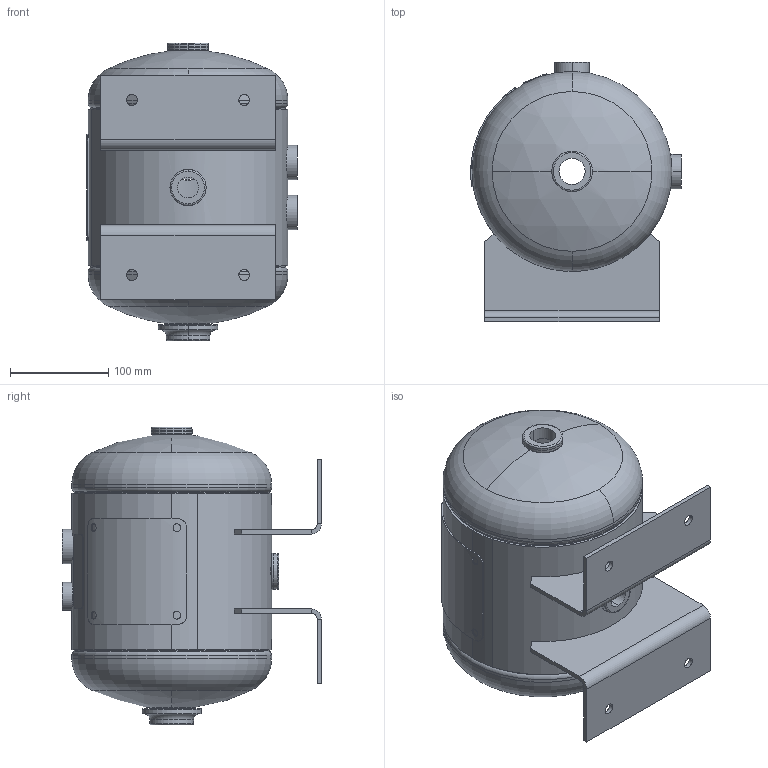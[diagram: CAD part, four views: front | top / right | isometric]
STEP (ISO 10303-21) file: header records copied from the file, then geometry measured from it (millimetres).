
FILE_DESCRIPTION (( 'STEP AP214' ), '1' );
FILE_NAME ('304980.STEP', '2024-03-20T20:23:00', ( '' ), ( '' ), 'SwSTEP 2.0', 'SolidWorks 2022', '' );
FILE_SCHEMA (( 'AUTOMOTIVE_DESIGN' ));
Length unit declared in the file: inch
Products named in the file (12): CPLG_0500H3K; HEAD_08X094JOG; CPLG_0750H3K; 304980; PHOENIX FLAT FLANGE_0500P393; PHOENIX FLAT FLANGE_0750; S36195; A88144; PHOENIX FLAT FLANGE_1000; 304980-SL; NP-HOR_08
Assembly tree (14 placements, depth 2):
  304980
    304980-SL
    HEAD_08X094JOG
    HEAD_08X094JOG
    CPLG_0750H3K  x3
    CPLG_0500H3K
    PHOENIX FLAT FLANGE_1000
    PHOENIX FLAT FLANGE_0750
    PHOENIX FLAT FLANGE_0500P393
    A88144  x2
    S36195
    NP-HOR_08
Bounding box: 214.24 x 263.52 x 302.84 mm (x, y, z)
Volume: 807643.6 mm3; surface area: 599356.1 mm2
Topology: 14 solids, 14 shells, 238 faces, 534 edges, 324 vertices
Faces by surface type: cylinder 86, plane 62, torus 60, bspline 22, sphere 8
Entity records: 12560 total; most frequent: CARTESIAN_POINT 7297, DIRECTION 1062, ORIENTED_EDGE 928, AXIS2_PLACEMENT_3D 471, EDGE_CURVE 464, VERTEX_POINT 280, CIRCLE 270, EDGE_LOOP 242
